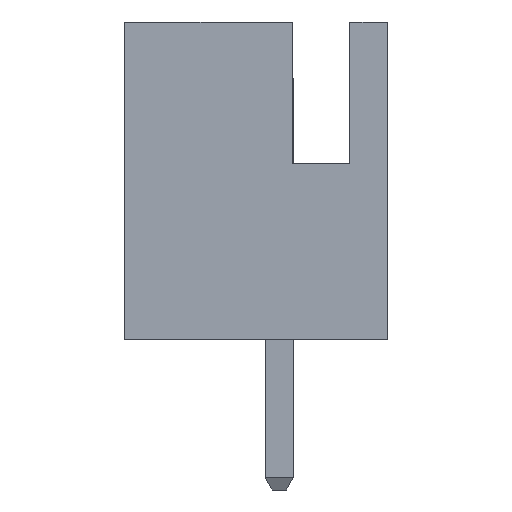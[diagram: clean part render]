
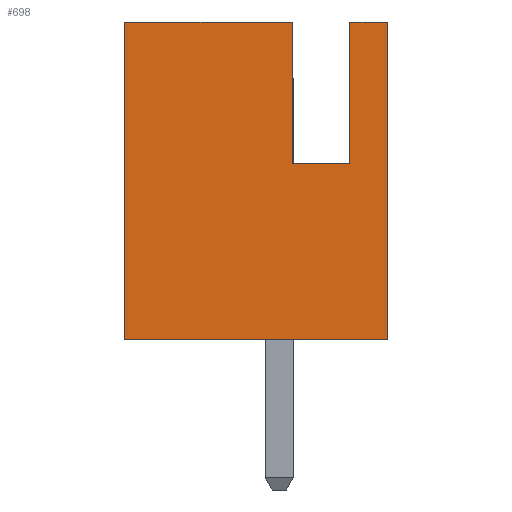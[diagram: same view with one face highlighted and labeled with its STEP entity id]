
A CAD part, left-side view. The second image highlights one B-rep face of the part: STEP entity #698.
In plain terms, the highlighted planar face has unit normal (-1, 0, 0).
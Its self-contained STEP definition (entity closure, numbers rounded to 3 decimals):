
#698=ADVANCED_FACE('',(#1375),#1377,.T.);
#1375=FACE_BOUND('',#1376,.T.);
#1376=EDGE_LOOP('',(#1924,#1925,#1926,#1927,#1928,#1929,#1930,#1931));
#1377=PLANE('',#1378);
#1378=AXIS2_PLACEMENT_3D('',#1379,#1380,#1381);
#1379=CARTESIAN_POINT('',(-2.55,0.,0.));
#1380=DIRECTION('',(-1.,0.,0.));
#1381=DIRECTION('',(0.,0.,-1.));
#1924=ORIENTED_EDGE('',*,*,#2285,.T.);
#1925=ORIENTED_EDGE('',*,*,#2286,.T.);
#1926=ORIENTED_EDGE('',*,*,#2194,.T.);
#1927=ORIENTED_EDGE('',*,*,#2287,.T.);
#1928=ORIENTED_EDGE('',*,*,#2163,.T.);
#1929=ORIENTED_EDGE('',*,*,#2284,.T.);
#1930=ORIENTED_EDGE('',*,*,#2288,.T.);
#1931=ORIENTED_EDGE('',*,*,#2289,.T.);
#2163=EDGE_CURVE('',#2432,#2430,#2433,.T.);
#2194=EDGE_CURVE('',#2487,#2485,#2488,.T.);
#2284=EDGE_CURVE('',#2430,#2624,#2626,.T.);
#2285=EDGE_CURVE('',#2627,#2628,#2629,.F.);
#2286=EDGE_CURVE('',#2628,#2487,#2630,.T.);
#2287=EDGE_CURVE('',#2485,#2432,#2631,.T.);
#2288=EDGE_CURVE('',#2624,#2632,#2633,.F.);
#2289=EDGE_CURVE('',#2632,#2627,#2634,.F.);
#2430=VERTEX_POINT('',#2883);
#2432=VERTEX_POINT('',#2887);
#2433=LINE('',#2888,#2889);
#2485=VERTEX_POINT('',#3000);
#2487=VERTEX_POINT('',#3004);
#2488=LINE('',#3005,#3006);
#2624=VERTEX_POINT('',#3319);
#2626=LINE('',#3323,#3324);
#2627=VERTEX_POINT('',#3326);
#2628=VERTEX_POINT('',#3327);
#2629=LINE('',#3328,#3329);
#2630=LINE('',#3331,#3332);
#2631=LINE('',#3334,#3335);
#2632=VERTEX_POINT('',#3337);
#2633=LINE('',#3338,#3339);
#2634=LINE('',#3341,#3342);
#2883=CARTESIAN_POINT('',(-2.55,-2.45,7.2));
#2887=CARTESIAN_POINT('',(-2.55,-2.45,0.));
#2888=CARTESIAN_POINT('',(-2.55,-2.45,0.));
#2889=VECTOR('',#2890,1.);
#2890=DIRECTION('',(0.,0.,1.));
#3000=CARTESIAN_POINT('',(-2.55,3.5,0.));
#3004=CARTESIAN_POINT('',(-2.55,3.5,7.2));
#3005=CARTESIAN_POINT('',(-2.55,3.5,7.2));
#3006=VECTOR('',#3007,1.);
#3007=DIRECTION('',(0.,0.,-1.));
#3319=CARTESIAN_POINT('',(-2.55,-1.6,7.2));
#3323=CARTESIAN_POINT('',(-2.55,-2.45,7.2));
#3324=VECTOR('',#3325,1.);
#3325=DIRECTION('',(0.,1.,0.));
#3326=CARTESIAN_POINT('',(-2.55,-0.3,4.));
#3327=CARTESIAN_POINT('',(-2.55,-0.3,7.2));
#3328=CARTESIAN_POINT('',(-2.55,-0.3,7.2));
#3329=VECTOR('',#3330,1.);
#3330=DIRECTION('',(0.,0.,-1.));
#3331=CARTESIAN_POINT('',(-2.55,-0.3,7.2));
#3332=VECTOR('',#3333,1.);
#3333=DIRECTION('',(0.,1.,0.));
#3334=CARTESIAN_POINT('',(-2.55,3.5,0.));
#3335=VECTOR('',#3336,1.);
#3336=DIRECTION('',(0.,-1.,0.));
#3337=CARTESIAN_POINT('',(-2.55,-1.6,4.));
#3338=CARTESIAN_POINT('',(-2.55,-1.6,4.));
#3339=VECTOR('',#3340,1.);
#3340=DIRECTION('',(0.,0.,1.));
#3341=CARTESIAN_POINT('',(-2.55,-0.3,4.));
#3342=VECTOR('',#3343,1.);
#3343=DIRECTION('',(0.,-1.,0.));
